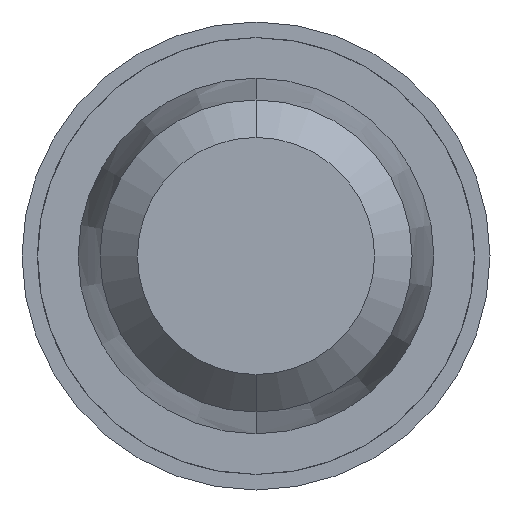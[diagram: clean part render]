
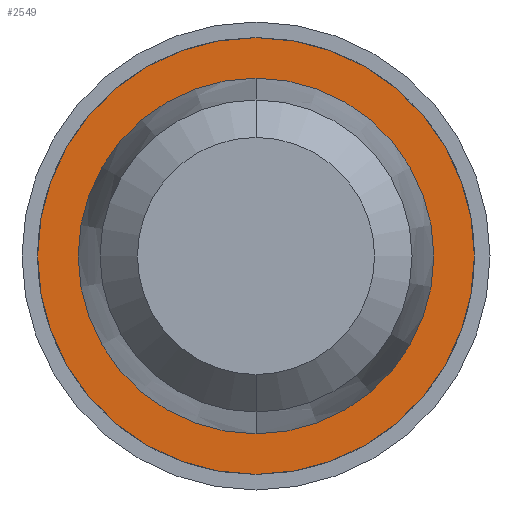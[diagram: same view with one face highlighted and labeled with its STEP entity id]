
A CAD part, front view. The second image highlights one B-rep face of the part: STEP entity #2549.
In plain terms, the highlighted planar face has unit normal (0, -1, 0).
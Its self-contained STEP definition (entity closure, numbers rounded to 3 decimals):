
#170 = ORIENTED_EDGE ( 'NONE', *, *, #1615, .T. ) ;
#183 = DIRECTION ( 'NONE',  ( 0., 0., -1. ) ) ;
#451 = CARTESIAN_POINT ( 'NONE',  ( 0., 39.75, 0. ) ) ;
#465 = FACE_OUTER_BOUND ( 'NONE', #2574, .T. ) ;
#651 = AXIS2_PLACEMENT_3D ( 'NONE', #2703, #2744, #3986 ) ;
#888 = VERTEX_POINT ( 'NONE', #1288 ) ;
#1050 = CARTESIAN_POINT ( 'NONE',  ( 0., 39.75, 0.7 ) ) ;
#1119 = EDGE_CURVE ( 'Defeature ausgef�hrt1_12+Defeature ausgef�hrt1_13+Defeature ausgef�hrt1_13+Defeature ausgef�hrt1_13', #1977, #888, #1559, .T. ) ;
#1149 = CARTESIAN_POINT ( 'NONE',  ( 0., 39.75, 0. ) ) ;
#1288 = CARTESIAN_POINT ( 'NONE',  ( 0., 39.75, -0.57 ) ) ;
#1293 = EDGE_LOOP ( 'NONE', ( #2506, #1997 ) ) ;
#1441 = FACE_BOUND ( 'NONE', #1293, .T. ) ;
#1518 = DIRECTION ( 'NONE',  ( 0., -1., 0. ) ) ;
#1559 = CIRCLE ( 'NONE', #651, 0.57 ) ;
#1615 = EDGE_CURVE ( 'Defeature ausgef�hrt1_13+Defeature ausgef�hrt1_14+Defeature ausgef�hrt1_14+Defeature ausgef�hrt1_14', #3305, #3200, #2622, .T. ) ;
#1723 = DIRECTION ( 'NONE',  ( 0., -1., 0. ) ) ;
#1977 = VERTEX_POINT ( 'NONE', #3638 ) ;
#1997 = ORIENTED_EDGE ( 'NONE', *, *, #2793, .F. ) ;
#2016 = DIRECTION ( 'NONE',  ( 0., -1., 0. ) ) ;
#2018 = AXIS2_PLACEMENT_3D ( 'NONE', #3031, #1518, #2067 ) ;
#2067 = DIRECTION ( 'NONE',  ( 0., 0., -1. ) ) ;
#2335 = PLANE ( 'NONE',  #2409 ) ;
#2409 = AXIS2_PLACEMENT_3D ( 'NONE', #3219, #1723, #183 ) ;
#2445 = AXIS2_PLACEMENT_3D ( 'NONE', #1149, #2016, #3245 ) ;
#2506 = ORIENTED_EDGE ( 'NONE', *, *, #1119, .F. ) ;
#2549 = ADVANCED_FACE ( 'Defeature ausgef�hrt1_13', ( #465, #1441 ), #2335, .T. ) ;
#2574 = EDGE_LOOP ( 'NONE', ( #2850, #170 ) ) ;
#2622 = CIRCLE ( 'NONE', #3144, 0.7 ) ;
#2703 = CARTESIAN_POINT ( 'NONE',  ( 0., 39.75, 0. ) ) ;
#2744 = DIRECTION ( 'NONE',  ( 0., -1., 0. ) ) ;
#2793 = EDGE_CURVE ( 'Defeature ausgef�hrt1_12+Defeature ausgef�hrt1_13+Defeature ausgef�hrt1_13+Defeature ausgef�hrt1_13', #888, #1977, #3045, .T. ) ;
#2850 = ORIENTED_EDGE ( 'NONE', *, *, #3651, .T. ) ;
#2922 = DIRECTION ( 'NONE',  ( 0., -1., 0. ) ) ;
#3031 = CARTESIAN_POINT ( 'NONE',  ( 0., 39.75, 0. ) ) ;
#3045 = CIRCLE ( 'NONE', #2018, 0.57 ) ;
#3144 = AXIS2_PLACEMENT_3D ( 'NONE', #451, #2922, #3559 ) ;
#3200 = VERTEX_POINT ( 'NONE', #3756 ) ;
#3219 = CARTESIAN_POINT ( 'NONE',  ( 0.57, 39.75, 0. ) ) ;
#3245 = DIRECTION ( 'NONE',  ( 0., 0., -1. ) ) ;
#3305 = VERTEX_POINT ( 'NONE', #1050 ) ;
#3539 = CIRCLE ( 'NONE', #2445, 0.7 ) ;
#3559 = DIRECTION ( 'NONE',  ( 0., 0., -1. ) ) ;
#3638 = CARTESIAN_POINT ( 'NONE',  ( 0., 39.75, 0.57 ) ) ;
#3651 = EDGE_CURVE ( 'Defeature ausgef�hrt1_13+Defeature ausgef�hrt1_14+Defeature ausgef�hrt1_14+Defeature ausgef�hrt1_14', #3200, #3305, #3539, .T. ) ;
#3756 = CARTESIAN_POINT ( 'NONE',  ( 0., 39.75, -0.7 ) ) ;
#3986 = DIRECTION ( 'NONE',  ( 0., 0., -1. ) ) ;
